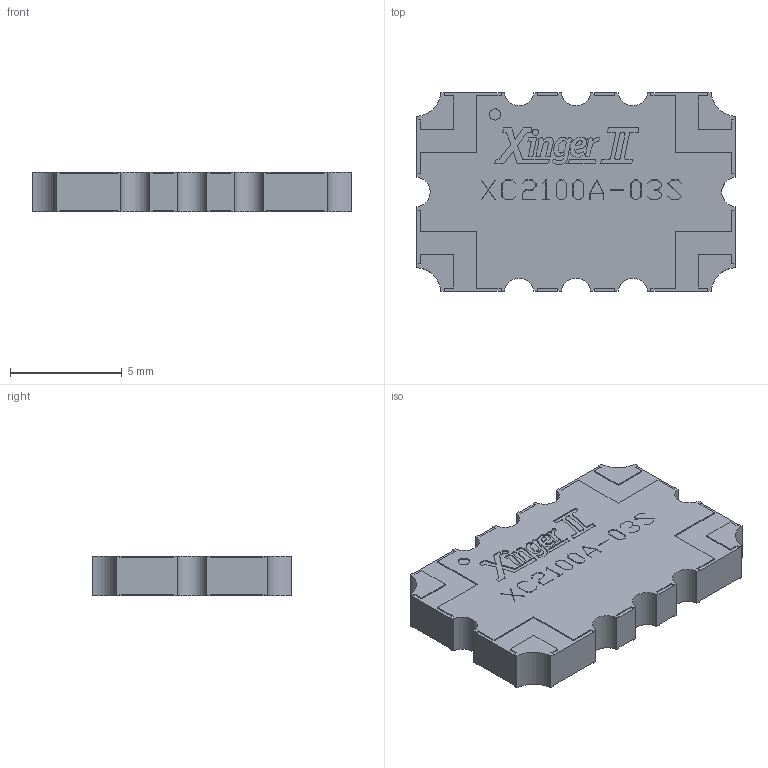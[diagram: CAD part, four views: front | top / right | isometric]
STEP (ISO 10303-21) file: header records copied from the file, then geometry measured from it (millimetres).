
FILE_DESCRIPTION (( 'STEP AP203' ), '1' );
FILE_NAME ('XC2100A-03S.STEP', '2025-04-30T12:31:58', ( '' ), ( '' ), 'SwSTEP 2.0', 'SolidWorks 2023', '' );
FILE_SCHEMA (( 'CONFIG_CONTROL_DESIGN' ));
Length unit declared in the file: inch
Products named in the file (1): XC2100A-03S
Bounding box: 14.22 x 8.89 x 1.75 mm (x, y, z)
Volume: 204.8 mm3; surface area: 330.4 mm2
Topology: 1 solids, 1 shells, 543 faces, 1536 edges, 1024 vertices
Faces by surface type: plane 418, cylinder 125
Entity records: 17539 total; most frequent: CARTESIAN_POINT 3104, ORIENTED_EDGE 3072, DIRECTION 2874, EDGE_CURVE 1536, VECTOR 1286, LINE 1286, VERTEX_POINT 1024, AXIS2_PLACEMENT_3D 794
